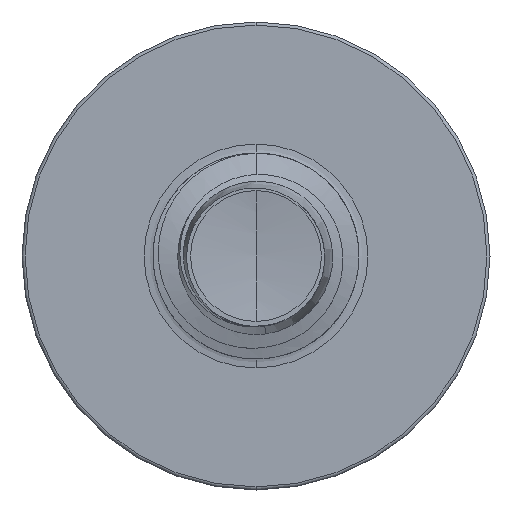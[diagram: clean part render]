
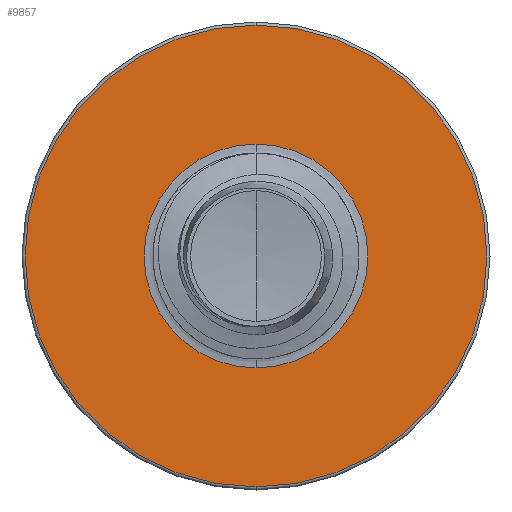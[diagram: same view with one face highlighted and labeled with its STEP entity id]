
A CAD part, front view. The second image highlights one B-rep face of the part: STEP entity #9857.
In plain terms, the highlighted planar face has unit normal (0, -1, 0).
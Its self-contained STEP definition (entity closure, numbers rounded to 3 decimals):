
#51 = DIRECTION ( 'NONE',  ( 0., 0., 1. ) ) ;
#164 = CARTESIAN_POINT ( 'NONE',  ( 0., 2.5, -2.467 ) ) ;
#257 = EDGE_LOOP ( 'NONE', ( #9331, #8289 ) ) ;
#272 = DIRECTION ( 'NONE',  ( 0., 1., 0. ) ) ;
#1486 = VERTEX_POINT ( 'NONE', #164 ) ;
#1728 = CIRCLE ( 'NONE', #4009, 2.467 ) ;
#3155 = EDGE_CURVE ( 'NONE', #1486, #9664, #6059, .T. ) ;
#3227 = DIRECTION ( 'NONE',  ( 0., 0., 1. ) ) ;
#3231 = DIRECTION ( 'NONE',  ( 0., 1., 0. ) ) ;
#3247 = CARTESIAN_POINT ( 'NONE',  ( 0., 2.5, 0. ) ) ;
#3539 = CIRCLE ( 'NONE', #8451, 1.196 ) ;
#3603 = CARTESIAN_POINT ( 'NONE',  ( 0., 2.5, -1.196 ) ) ;
#4009 = AXIS2_PLACEMENT_3D ( 'NONE', #9533, #6238, #51 ) ;
#4075 = ORIENTED_EDGE ( 'NONE', *, *, #9660, .F. ) ;
#4147 = DIRECTION ( 'NONE',  ( 0., 0., 1. ) ) ;
#4148 = ORIENTED_EDGE ( 'NONE', *, *, #3155, .F. ) ;
#4162 = DIRECTION ( 'NONE',  ( 0., 1., 0. ) ) ;
#4164 = CARTESIAN_POINT ( 'NONE',  ( 0., 2.5, 0. ) ) ;
#4693 = EDGE_LOOP ( 'NONE', ( #4075, #4148 ) ) ;
#5407 = FACE_BOUND ( 'NONE', #257, .T. ) ;
#5654 = EDGE_CURVE ( 'NONE', #9113, #8985, #3539, .T. ) ;
#5870 = CIRCLE ( 'NONE', #7537, 1.196 ) ;
#6059 = CIRCLE ( 'NONE', #9461, 2.467 ) ;
#6238 = DIRECTION ( 'NONE',  ( 0., 1., 0. ) ) ;
#6480 = FACE_OUTER_BOUND ( 'NONE', #4693, .T. ) ;
#7109 = DIRECTION ( 'NONE',  ( 0., 0., 1. ) ) ;
#7537 = AXIS2_PLACEMENT_3D ( 'NONE', #4164, #4162, #4147 ) ;
#7785 = EDGE_CURVE ( 'NONE', #8985, #9113, #5870, .T. ) ;
#8030 = AXIS2_PLACEMENT_3D ( 'NONE', #3603, #272, #7109 ) ;
#8289 = ORIENTED_EDGE ( 'NONE', *, *, #5654, .T. ) ;
#8451 = AXIS2_PLACEMENT_3D ( 'NONE', #3247, #3231, #3227 ) ;
#8627 = CARTESIAN_POINT ( 'NONE',  ( 0., 2.5, 1.196 ) ) ;
#8710 = CARTESIAN_POINT ( 'NONE',  ( 0., 2.5, -1.196 ) ) ;
#8977 = CARTESIAN_POINT ( 'NONE',  ( 0., 2.5, 2.467 ) ) ;
#8985 = VERTEX_POINT ( 'NONE', #8627 ) ;
#9113 = VERTEX_POINT ( 'NONE', #8710 ) ;
#9331 = ORIENTED_EDGE ( 'NONE', *, *, #7785, .T. ) ;
#9461 = AXIS2_PLACEMENT_3D ( 'NONE', #9640, #9630, #9622 ) ;
#9533 = CARTESIAN_POINT ( 'NONE',  ( 0., 2.5, 0. ) ) ;
#9622 = DIRECTION ( 'NONE',  ( 0., 0., 1. ) ) ;
#9625 = PLANE ( 'NONE',  #8030 ) ;
#9630 = DIRECTION ( 'NONE',  ( 0., 1., 0. ) ) ;
#9640 = CARTESIAN_POINT ( 'NONE',  ( 0., 2.5, 0. ) ) ;
#9660 = EDGE_CURVE ( 'NONE', #9664, #1486, #1728, .T. ) ;
#9664 = VERTEX_POINT ( 'NONE', #8977 ) ;
#9857 = ADVANCED_FACE ( 'NONE', ( #6480, #5407 ), #9625, .F. ) ;
